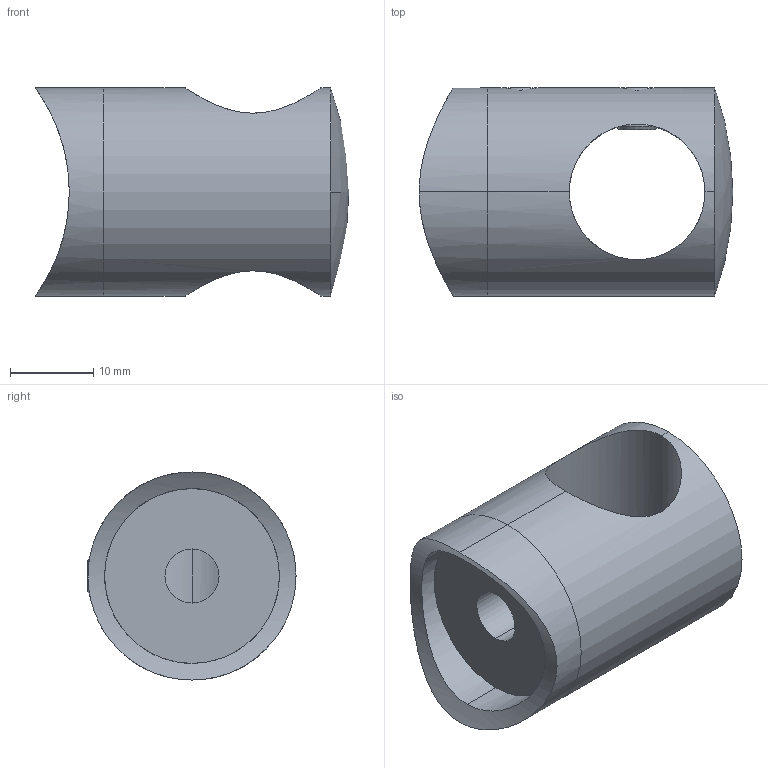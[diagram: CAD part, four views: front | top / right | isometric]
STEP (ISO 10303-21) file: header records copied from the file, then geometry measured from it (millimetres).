
FILE_DESCRIPTION (( 'STEP AP203' ), '1' );
FILE_NAME ('A_0840-042.STEP', '2018-10-08T08:33:31', ( '' ), ( '' ), 'SwSTEP 2.0', 'SolidWorks 2013', '' );
FILE_SCHEMA (( 'CONFIG_CONTROL_DESIGN' ));
Length unit declared in the file: millimetre
Products named in the file (5): SKRUTKA DIN 913_SKRUTKA M 5X 5; A_0840-042.P1; A_0840-042; DIN 914_SKRUTKA M 5X 5; A_0840-042.P2
Assembly tree (4 placements, depth 2):
  A_0840-042
    A_0840-042.P1
    A_0840-042.P2
    DIN 914_SKRUTKA M 5X 5
    SKRUTKA DIN 913_SKRUTKA M 5X 5
Bounding box: 37.68 x 25 x 25 mm (x, y, z)
Volume: 9789.2 mm3; surface area: 6448.4 mm2
Topology: 4 solids, 4 shells, 65 faces, 145 edges, 89 vertices
Faces by surface type: cylinder 25, plane 22, cone 16, sphere 2
Entity records: 2980 total; most frequent: CARTESIAN_POINT 996, DIRECTION 319, ORIENTED_EDGE 290, EDGE_CURVE 145, AXIS2_PLACEMENT_3D 120, VERTEX_POINT 89, LINE 79, VECTOR 79
